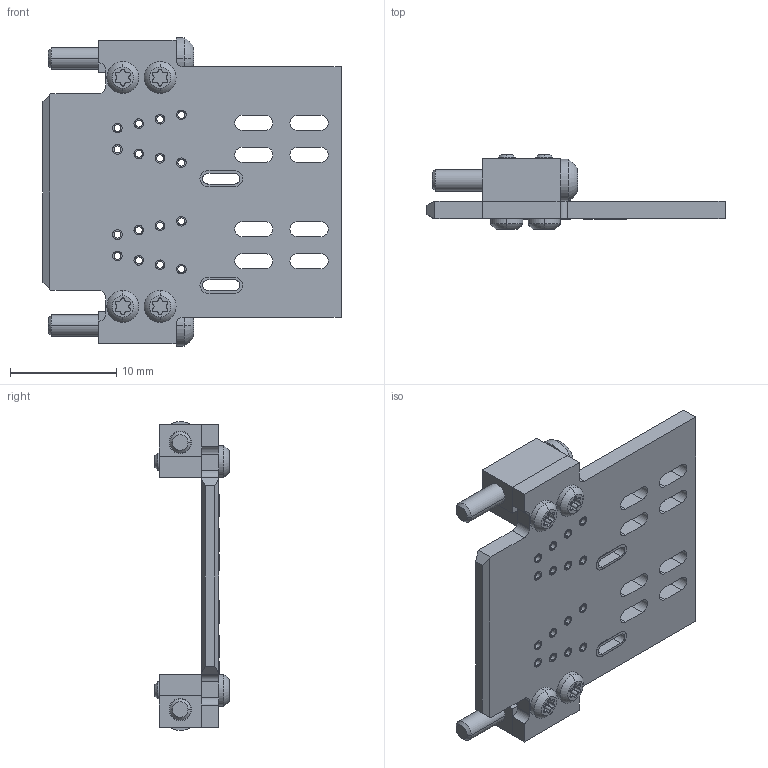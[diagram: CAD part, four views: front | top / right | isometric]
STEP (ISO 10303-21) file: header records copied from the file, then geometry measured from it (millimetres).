
FILE_DESCRIPTION (( 'STEP AP214' ), '1' );
FILE_NAME ('INGUN_116695.STEP', '2025-04-11T09:12:54', ( '' ), ( '' ), 'SwSTEP 2.0', 'SolidWorks 2023', '' );
FILE_SCHEMA (( 'AUTOMOTIVE_DESIGN' ));
Length unit declared in the file: millimetre
Products named in the file (5): 116696~0_S; ISO7380~n_M01,6x006; ISO7380~n_M02,0x012; INGUN_116695; 116170~2_S
Assembly tree (9 placements, depth 2):
  INGUN_116695
    116696~0_S
    116170~2_S  x2
    ISO7380~n_M02,0x012  x2
    ISO7380~n_M01,6x006  x4
Bounding box: 28 x 7 x 29 mm (x, y, z)
Volume: 1347.1 mm3; surface area: 2545.2 mm2
Topology: 9 solids, 9 shells, 804 faces, 2064 edges, 1368 vertices
Faces by surface type: plane 358, cylinder 276, bspline 146, cone 12, torus 12
Entity records: 34898 total; most frequent: CARTESIAN_POINT 12888, ORIENTED_EDGE 3488, DIRECTION 2916, EDGE_CURVE 1744, VERTEX_POINT 1160, VECTOR 1068, LINE 1068, AXIS2_PLACEMENT_3D 924
